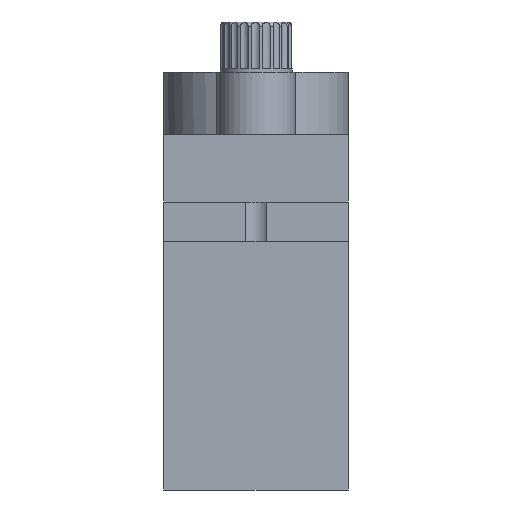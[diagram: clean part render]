
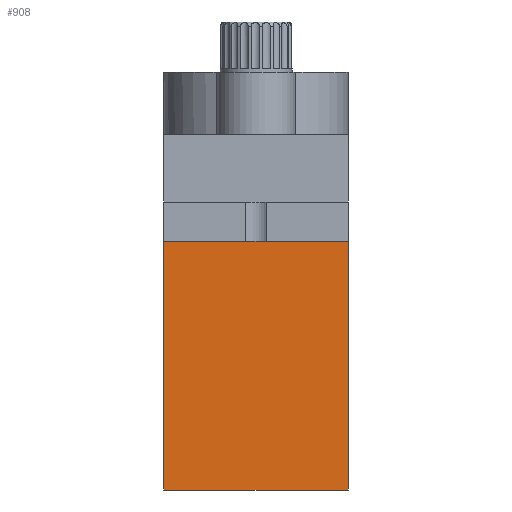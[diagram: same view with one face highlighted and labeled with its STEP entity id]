
A CAD part, front view. The second image highlights one B-rep face of the part: STEP entity #908.
In plain terms, the highlighted planar face has unit normal (0, -1, 0).
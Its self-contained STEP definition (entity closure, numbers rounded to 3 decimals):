
#33 = VERTEX_POINT('',#34);
#34 = CARTESIAN_POINT('',(-5.9,0.,0.));
#43 = PLANE('',#44);
#44 = AXIS2_PLACEMENT_3D('',#45,#46,#47);
#45 = CARTESIAN_POINT('',(-5.9,0.,0.));
#46 = DIRECTION('',(0.,0.,1.));
#47 = DIRECTION('',(1.,0.,0.));
#55 = PLANE('',#56);
#56 = AXIS2_PLACEMENT_3D('',#57,#58,#59);
#57 = CARTESIAN_POINT('',(-5.9,0.,0.));
#58 = DIRECTION('',(-1.,0.,0.));
#59 = DIRECTION('',(0.,0.,-1.));
#67 = EDGE_CURVE('',#33,#68,#70,.T.);
#68 = VERTEX_POINT('',#69);
#69 = CARTESIAN_POINT('',(5.9,0.,0.));
#70 = SURFACE_CURVE('',#71,(#75,#82),.PCURVE_S1.);
#71 = LINE('',#72,#73);
#72 = CARTESIAN_POINT('',(-5.9,0.,0.));
#73 = VECTOR('',#74,1.);
#74 = DIRECTION('',(1.,0.,0.));
#75 = PCURVE('',#43,#76);
#76 = DEFINITIONAL_REPRESENTATION('',(#77),#81);
#77 = LINE('',#78,#79);
#78 = CARTESIAN_POINT('',(0.,0.));
#79 = VECTOR('',#80,1.);
#80 = DIRECTION('',(1.,0.));
#81 = ( GEOMETRIC_REPRESENTATION_CONTEXT(2) 
PARAMETRIC_REPRESENTATION_CONTEXT() REPRESENTATION_CONTEXT('2D SPACE',''
  ) );
#82 = PCURVE('',#83,#88);
#83 = PLANE('',#84);
#84 = AXIS2_PLACEMENT_3D('',#85,#86,#87);
#85 = CARTESIAN_POINT('',(-5.9,0.,0.));
#86 = DIRECTION('',(0.,1.,0.));
#87 = DIRECTION('',(0.,0.,1.));
#88 = DEFINITIONAL_REPRESENTATION('',(#89),#93);
#89 = LINE('',#90,#91);
#90 = CARTESIAN_POINT('',(0.,0.));
#91 = VECTOR('',#92,1.);
#92 = DIRECTION('',(0.,1.));
#93 = ( GEOMETRIC_REPRESENTATION_CONTEXT(2) 
PARAMETRIC_REPRESENTATION_CONTEXT() REPRESENTATION_CONTEXT('2D SPACE',''
  ) );
#111 = PLANE('',#112);
#112 = AXIS2_PLACEMENT_3D('',#113,#114,#115);
#113 = CARTESIAN_POINT('',(5.9,0.,0.));
#114 = DIRECTION('',(1.,0.,0.));
#115 = DIRECTION('',(0.,0.,1.));
#152 = EDGE_CURVE('',#33,#153,#155,.T.);
#153 = VERTEX_POINT('',#154);
#154 = CARTESIAN_POINT('',(-5.9,0.,15.9));
#155 = SURFACE_CURVE('',#156,(#160,#167),.PCURVE_S1.);
#156 = LINE('',#157,#158);
#157 = CARTESIAN_POINT('',(-5.9,0.,0.));
#158 = VECTOR('',#159,1.);
#159 = DIRECTION('',(0.,0.,1.));
#160 = PCURVE('',#55,#161);
#161 = DEFINITIONAL_REPRESENTATION('',(#162),#166);
#162 = LINE('',#163,#164);
#163 = CARTESIAN_POINT('',(0.,-0.));
#164 = VECTOR('',#165,1.);
#165 = DIRECTION('',(-1.,-0.));
#166 = ( GEOMETRIC_REPRESENTATION_CONTEXT(2) 
PARAMETRIC_REPRESENTATION_CONTEXT() REPRESENTATION_CONTEXT('2D SPACE',''
  ) );
#167 = PCURVE('',#83,#168);
#168 = DEFINITIONAL_REPRESENTATION('',(#169),#173);
#169 = LINE('',#170,#171);
#170 = CARTESIAN_POINT('',(0.,0.));
#171 = VECTOR('',#172,1.);
#172 = DIRECTION('',(1.,0.));
#173 = ( GEOMETRIC_REPRESENTATION_CONTEXT(2) 
PARAMETRIC_REPRESENTATION_CONTEXT() REPRESENTATION_CONTEXT('2D SPACE',''
  ) );
#191 = PLANE('',#192);
#192 = AXIS2_PLACEMENT_3D('',#193,#194,#195);
#193 = CARTESIAN_POINT('',(-5.9,-4.7,15.9));
#194 = DIRECTION('',(0.,0.,1.));
#195 = DIRECTION('',(1.,0.,0.));
#641 = EDGE_CURVE('',#68,#642,#644,.T.);
#642 = VERTEX_POINT('',#643);
#643 = CARTESIAN_POINT('',(5.9,0.,15.9));
#644 = SURFACE_CURVE('',#645,(#649,#656),.PCURVE_S1.);
#645 = LINE('',#646,#647);
#646 = CARTESIAN_POINT('',(5.9,0.,0.));
#647 = VECTOR('',#648,1.);
#648 = DIRECTION('',(0.,0.,1.));
#649 = PCURVE('',#111,#650);
#650 = DEFINITIONAL_REPRESENTATION('',(#651),#655);
#651 = LINE('',#652,#653);
#652 = CARTESIAN_POINT('',(0.,0.));
#653 = VECTOR('',#654,1.);
#654 = DIRECTION('',(1.,0.));
#655 = ( GEOMETRIC_REPRESENTATION_CONTEXT(2) 
PARAMETRIC_REPRESENTATION_CONTEXT() REPRESENTATION_CONTEXT('2D SPACE',''
  ) );
#656 = PCURVE('',#83,#657);
#657 = DEFINITIONAL_REPRESENTATION('',(#658),#662);
#658 = LINE('',#659,#660);
#659 = CARTESIAN_POINT('',(0.,11.8));
#660 = VECTOR('',#661,1.);
#661 = DIRECTION('',(1.,0.));
#662 = ( GEOMETRIC_REPRESENTATION_CONTEXT(2) 
PARAMETRIC_REPRESENTATION_CONTEXT() REPRESENTATION_CONTEXT('2D SPACE',''
  ) );
#908 = ADVANCED_FACE('',(#909),#83,.F.);
#909 = FACE_BOUND('',#910,.F.);
#910 = EDGE_LOOP('',(#911,#912,#913,#914));
#911 = ORIENTED_EDGE('',*,*,#641,.F.);
#912 = ORIENTED_EDGE('',*,*,#67,.F.);
#913 = ORIENTED_EDGE('',*,*,#152,.T.);
#914 = ORIENTED_EDGE('',*,*,#915,.T.);
#915 = EDGE_CURVE('',#153,#642,#916,.T.);
#916 = SURFACE_CURVE('',#917,(#921,#927),.PCURVE_S1.);
#917 = LINE('',#918,#919);
#918 = CARTESIAN_POINT('',(-5.9,0.,15.9));
#919 = VECTOR('',#920,1.);
#920 = DIRECTION('',(1.,0.,0.));
#921 = PCURVE('',#83,#922);
#922 = DEFINITIONAL_REPRESENTATION('',(#923),#926);
#923 = B_SPLINE_CURVE_WITH_KNOTS('',1,(#924,#925),.UNSPECIFIED.,.F.,.F.,
  (2,2),(-1.18,12.98),.PIECEWISE_BEZIER_KNOTS.);
#924 = CARTESIAN_POINT('',(15.9,-1.18));
#925 = CARTESIAN_POINT('',(15.9,12.98));
#926 = ( GEOMETRIC_REPRESENTATION_CONTEXT(2) 
PARAMETRIC_REPRESENTATION_CONTEXT() REPRESENTATION_CONTEXT('2D SPACE',''
  ) );
#927 = PCURVE('',#191,#928);
#928 = DEFINITIONAL_REPRESENTATION('',(#929),#932);
#929 = B_SPLINE_CURVE_WITH_KNOTS('',1,(#930,#931),.UNSPECIFIED.,.F.,.F.,
  (2,2),(-1.18,12.98),.PIECEWISE_BEZIER_KNOTS.);
#930 = CARTESIAN_POINT('',(-1.18,4.7));
#931 = CARTESIAN_POINT('',(12.98,4.7));
#932 = ( GEOMETRIC_REPRESENTATION_CONTEXT(2) 
PARAMETRIC_REPRESENTATION_CONTEXT() REPRESENTATION_CONTEXT('2D SPACE',''
  ) );
